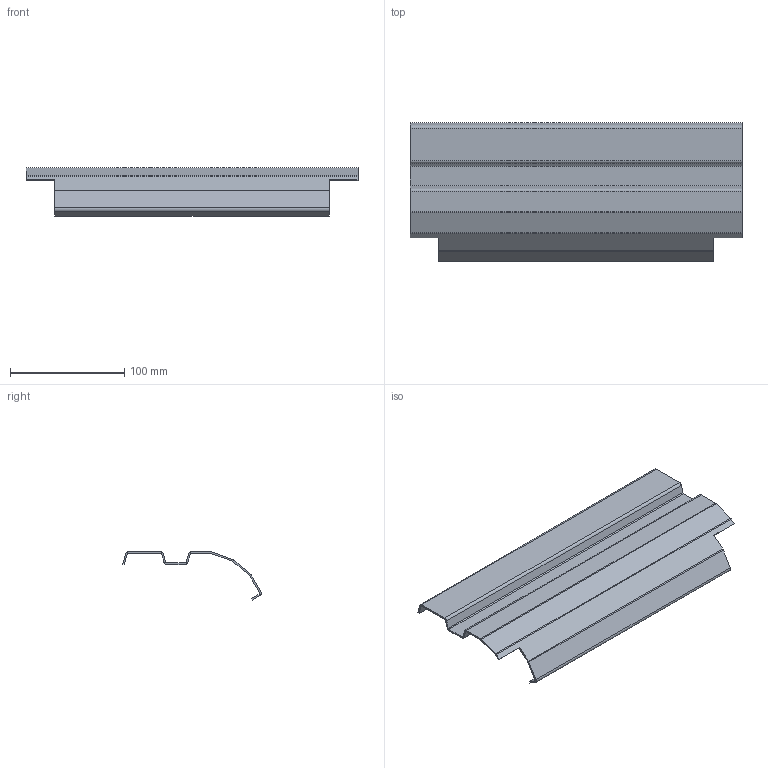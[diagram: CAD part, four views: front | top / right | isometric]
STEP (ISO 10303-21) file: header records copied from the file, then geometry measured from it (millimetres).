
FILE_DESCRIPTION((''),'2;1');
FILE_NAME('6220444_ORG','2013-09-17T',('AndreasKeweloh'),(''),'PRO/ENGINEER BY PARAMETRIC TECHNOLOGY CORPORATION, 2012360','PRO/ENGINEER BY PARAMETRIC TECHNOLOGY CORPORATION, 2012360','');
FILE_SCHEMA(('CONFIG_CONTROL_DESIGN'));
Length unit declared in the file: millimetre
Products named in the file (1): 6220444_ORG
Bounding box: 290 x 121.13 x 42.02 mm (x, y, z)
Volume: 68378.1 mm3; surface area: 92534.2 mm2
Topology: 1 solids, 1 shells, 82 faces, 168 edges, 88 vertices
Faces by surface type: plane 64, cylinder 18
Entity records: 2090 total; most frequent: DIRECTION 368, CARTESIAN_POINT 338, ORIENTED_EDGE 336, EDGE_CURVE 168, VECTOR 132, LINE 132, AXIS2_PLACEMENT_3D 118, VERTEX_POINT 88
